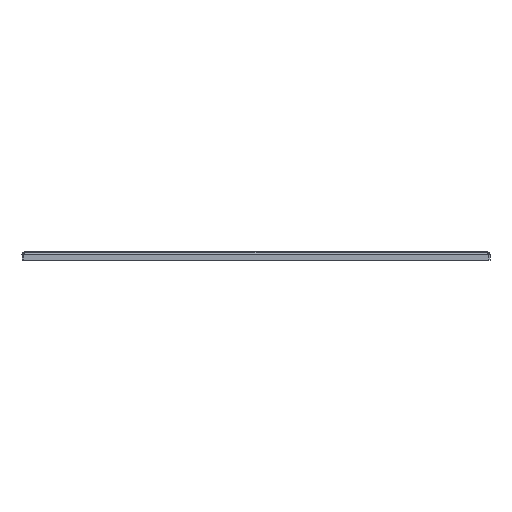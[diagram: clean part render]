
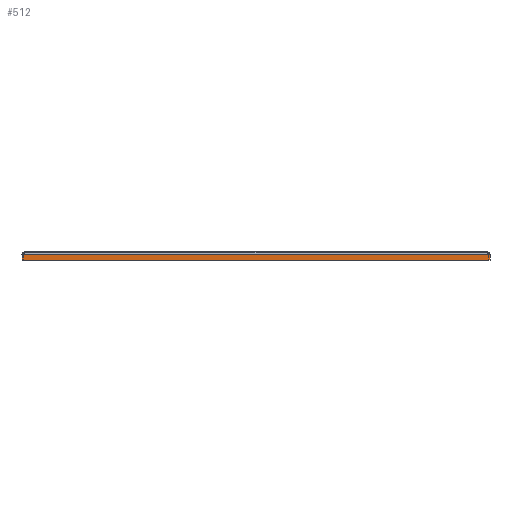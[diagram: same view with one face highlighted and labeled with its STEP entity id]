
A CAD part, front view. The second image highlights one B-rep face of the part: STEP entity #512.
In plain terms, the highlighted planar face has unit normal (0, -1, 0).
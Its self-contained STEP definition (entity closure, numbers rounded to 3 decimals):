
#494=AXIS2_PLACEMENT_3D('Plane Axis2P3D',#491,#492,#493) ;
#353=CARTESIAN_POINT('Vertex',(0.,0.,8.)) ;
#445=CARTESIAN_POINT('Vertex',(680.,0.,0.)) ;
#448=CARTESIAN_POINT('Line Origine',(340.,0.,0.)) ;
#452=CARTESIAN_POINT('Vertex',(0.,0.,0.)) ;
#476=CARTESIAN_POINT('Vertex',(680.,0.,8.)) ;
#479=CARTESIAN_POINT('Line Origine',(680.,0.,4.)) ;
#491=CARTESIAN_POINT('Axis2P3D Location',(338.,0.,10.5)) ;
#496=CARTESIAN_POINT('Line Origine',(340.,0.,8.)) ;
#501=CARTESIAN_POINT('Line Origine',(0.,0.,4.)) ;
#449=DIRECTION('Vector Direction',(1.,0.,0.)) ;
#480=DIRECTION('Vector Direction',(0.,0.,1.)) ;
#492=DIRECTION('Axis2P3D Direction',(-0.,-1.,0.)) ;
#493=DIRECTION('Axis2P3D XDirection',(-1.,0.,0.)) ;
#497=DIRECTION('Vector Direction',(1.,0.,0.)) ;
#502=DIRECTION('Vector Direction',(0.,0.,-1.)) ;
#450=VECTOR('Line Direction',#449,1.) ;
#481=VECTOR('Line Direction',#480,1.) ;
#498=VECTOR('Line Direction',#497,1.) ;
#503=VECTOR('Line Direction',#502,1.) ;
#507=ORIENTED_EDGE('',*,*,#454,.T.) ;
#508=ORIENTED_EDGE('',*,*,#483,.T.) ;
#509=ORIENTED_EDGE('',*,*,#500,.F.) ;
#510=ORIENTED_EDGE('',*,*,#505,.T.) ;
#512=ADVANCED_FACE('Koerper.2',(#511),#495,.T.) ;
#454=EDGE_CURVE('',#453,#446,#451,.T.) ;
#483=EDGE_CURVE('',#446,#477,#482,.T.) ;
#500=EDGE_CURVE('',#354,#477,#499,.T.) ;
#505=EDGE_CURVE('',#354,#453,#504,.T.) ;
#506=EDGE_LOOP('',(#507,#508,#509,#510)) ;
#511=FACE_OUTER_BOUND('',#506,.T.) ;
#451=LINE('Line',#448,#450) ;
#482=LINE('Line',#479,#481) ;
#499=LINE('Line',#496,#498) ;
#504=LINE('Line',#501,#503) ;
#495=PLANE('',#494) ;
#354=VERTEX_POINT('',#353) ;
#446=VERTEX_POINT('',#445) ;
#453=VERTEX_POINT('',#452) ;
#477=VERTEX_POINT('',#476) ;
